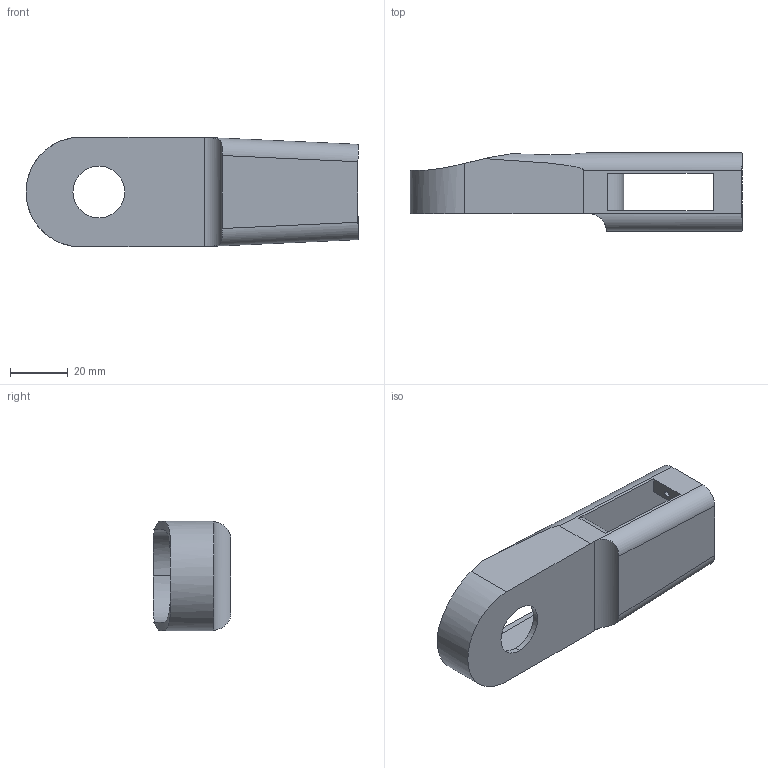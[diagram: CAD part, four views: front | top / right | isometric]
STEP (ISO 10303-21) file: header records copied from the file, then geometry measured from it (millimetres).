
FILE_DESCRIPTION (( 'STEP AP203' ), '1' );
FILE_NAME ('Upper_arm_Default_sldprt.STEP', '2025-04-14T10:32:59', ( '' ), ( '' ), 'SwSTEP 2.0', 'SolidWorks 2023', '' );
FILE_SCHEMA (( 'CONFIG_CONTROL_DESIGN' ));
Length unit declared in the file: millimetre
Products named in the file (1): Upper_arm_Default_sldprt
Bounding box: 115 x 27 x 38 mm (x, y, z)
Volume: 50658.4 mm3; surface area: 18996.2 mm2
Topology: 1 solids, 1 shells, 73 faces, 175 edges, 114 vertices
Faces by surface type: plane 37, cylinder 35, bspline 1
Entity records: 2830 total; most frequent: CARTESIAN_POINT 1030, DIRECTION 361, ORIENTED_EDGE 350, EDGE_CURVE 175, AXIS2_PLACEMENT_3D 133, VERTEX_POINT 114, LINE 95, VECTOR 95
